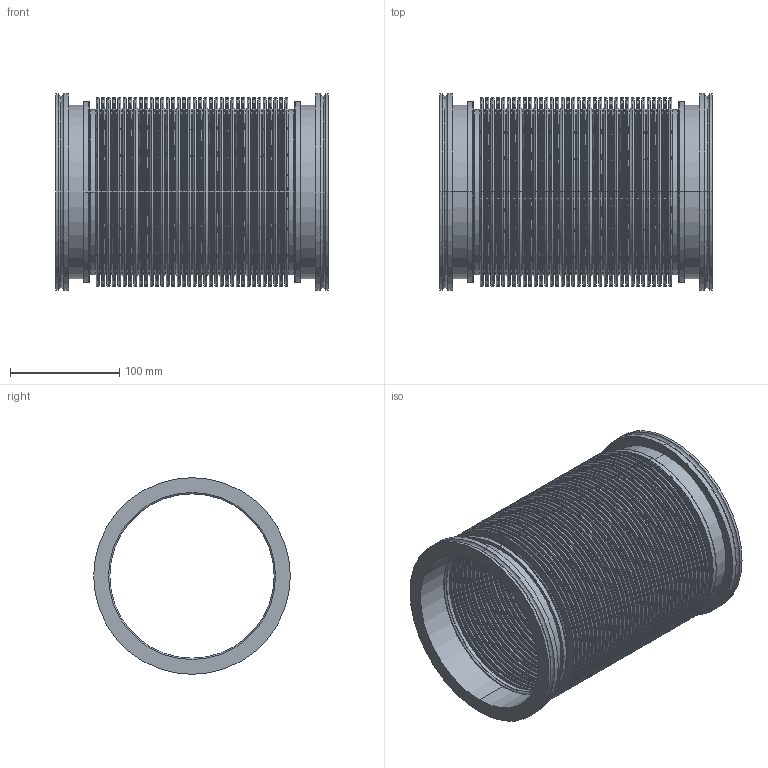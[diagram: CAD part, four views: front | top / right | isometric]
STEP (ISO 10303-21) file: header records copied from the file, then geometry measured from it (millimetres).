
FILE_DESCRIPTION (( 'STEP AP214' ), '1' );
FILE_NAME ('320SWN160-0250.stp', '2017-05-05T08:52:48', ( '' ), ( '' ), 'SwSTEP 2.0', 'SolidWorks 2015', '' );
FILE_SCHEMA (( 'AUTOMOTIVE_DESIGN' ));
Length unit declared in the file: millimetre
Products named in the file (1): 320SWN160-0250
Bounding box: 250 x 180 x 180 mm (x, y, z)
Volume: 309606.6 mm3; surface area: 1061362.9 mm2
Topology: 40 solids, 40 shells, 1306 faces, 2612 edges, 1540 vertices
Faces by surface type: torus 600, cylinder 472, plane 234
Entity records: 49335 total; most frequent: DIRECTION 7366, CARTESIAN_POINT 5459, ORIENTED_EDGE 5224, AXIS2_PLACEMENT_3D 3447, EDGE_CURVE 2612, CIRCLE 2140, EDGE_LOOP 1540, VERTEX_POINT 1540
